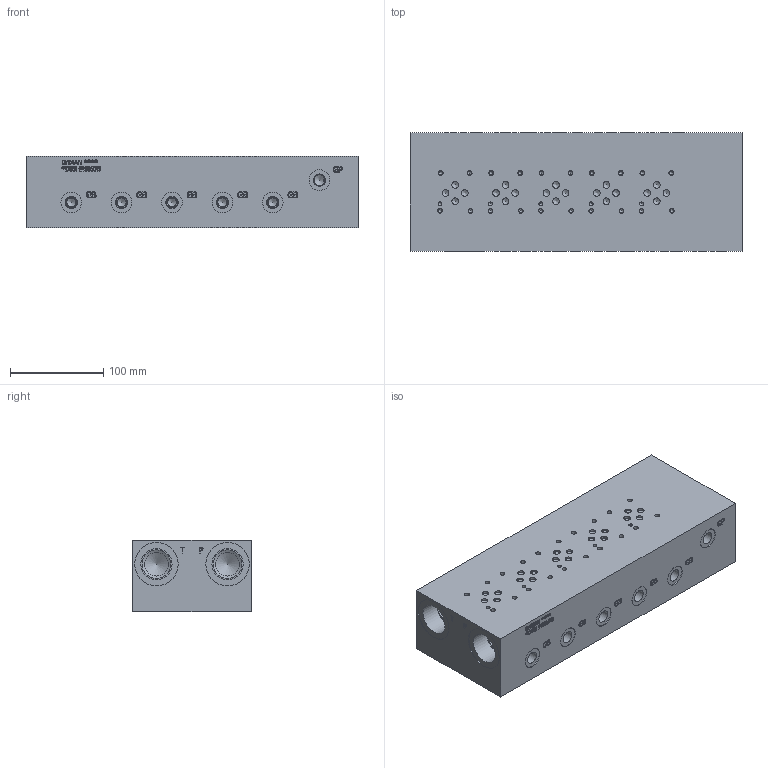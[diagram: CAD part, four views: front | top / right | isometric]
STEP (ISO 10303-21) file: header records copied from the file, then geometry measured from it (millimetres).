
FILE_DESCRIPTION(/* description */ (''),/* implementation_level */ '2;1');
FILE_NAME(/* name */ '_D03HPB052B.stp',/* time_stamp */ '2021-01-28T09:09:45-05:00',/* author */ ('devonn'),/* organization */ (''),/* preprocessor_version */ 'ST-DEVELOPER v17',/* originating_system */ 'Autodesk Inventor 2019',/* authorisation */ '');
FILE_SCHEMA (('AUTOMOTIVE_DESIGN { 1 0 10303 214 3 1 1 }'));
Length unit declared in the file: millimetre
Products named in the file (1): Part_AD03HPB052B_3D
Bounding box: 355.6 x 127 x 76.2 mm (x, y, z)
Volume: 3044251.8 mm3; surface area: 227721 mm2
Topology: 1 solids, 1 shells, 1465 faces, 4031 edges, 2749 vertices
Faces by surface type: plane 740, bspline 445, cylinder 180, cone 100
Full cylindrical faces by diameter (mm): 3.962 x5, 4.216 x20, 5.004 x20, 7.137 x20, 8.509 x4, 9.525 x10, 10.008 x4, 11.684 x11, 13.259 x11, 22.123 x11, 22.225 x10, 24.409 x10, 25.4 x4, 26.543 x10, 30.632 x6, 33.401 x6, 37.109 x10, 46.558 x6, 54.381 x2
Entity records: 49883 total; most frequent: CARTESIAN_POINT 13983, ORIENTED_EDGE 7910, DIRECTION 5773, EDGE_CURVE 3955, VERTEX_POINT 2749, LINE 2391, VECTOR 2391, EDGE_LOOP 1724
